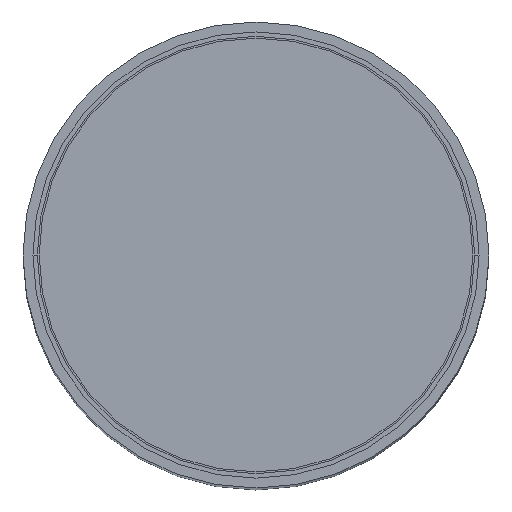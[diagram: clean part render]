
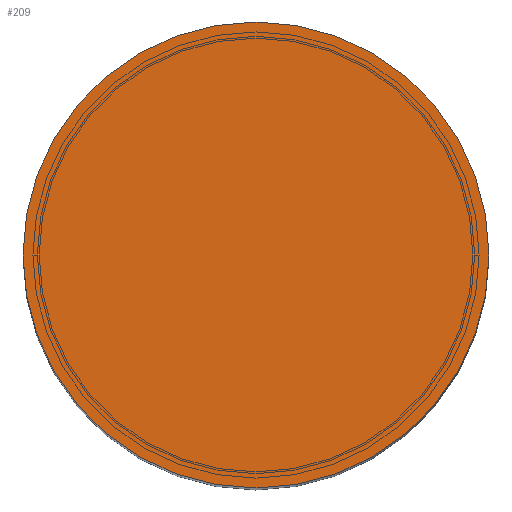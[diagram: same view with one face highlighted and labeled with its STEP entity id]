
A CAD part, top view. The second image highlights one B-rep face of the part: STEP entity #209.
In plain terms, the highlighted planar face has unit normal (0, 0, 1).
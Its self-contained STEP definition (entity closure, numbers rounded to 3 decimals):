
#75=CARTESIAN_POINT('',(0.,0.,-4.5));
#76=DIRECTION('',(0.,0.,-1.));
#77=DIRECTION('',(-1.,0.,0.));
#78=AXIS2_PLACEMENT_3D('',#75,#76,#77);
#80=CARTESIAN_POINT('',(0.,0.,-4.5));
#81=DIRECTION('',(0.,0.,1.));
#82=DIRECTION('',(-1.,0.,0.));
#83=AXIS2_PLACEMENT_3D('',#80,#81,#82);
#96=CARTESIAN_POINT('',(-3.25,0.,-4.5));
#98=VERTEX_POINT('',#96);
#100=CARTESIAN_POINT('',(3.25,0.,-4.5));
#102=VERTEX_POINT('',#100);
#200=CARTESIAN_POINT('',(0.,0.,-4.5));
#201=DIRECTION('',(0.,0.,-1.));
#202=DIRECTION('',(0.,1.,0.));
#203=AXIS2_PLACEMENT_3D('',#200,#201,#202);
#204=PLANE('',#203);
#205=ORIENTED_EDGE('',*,*,#168,.T.);
#206=ORIENTED_EDGE('',*,*,#186,.F.);
#207=EDGE_LOOP('',(#205,#206));
#208=FACE_OUTER_BOUND('',#207,.F.);
#209=ADVANCED_FACE('',(#208),#204,.F.);
#79=CIRCLE('',#78,3.25);
#84=CIRCLE('',#83,3.25);
#168=EDGE_CURVE('',#98,#102,#79,.T.);
#186=EDGE_CURVE('',#98,#102,#84,.T.);
